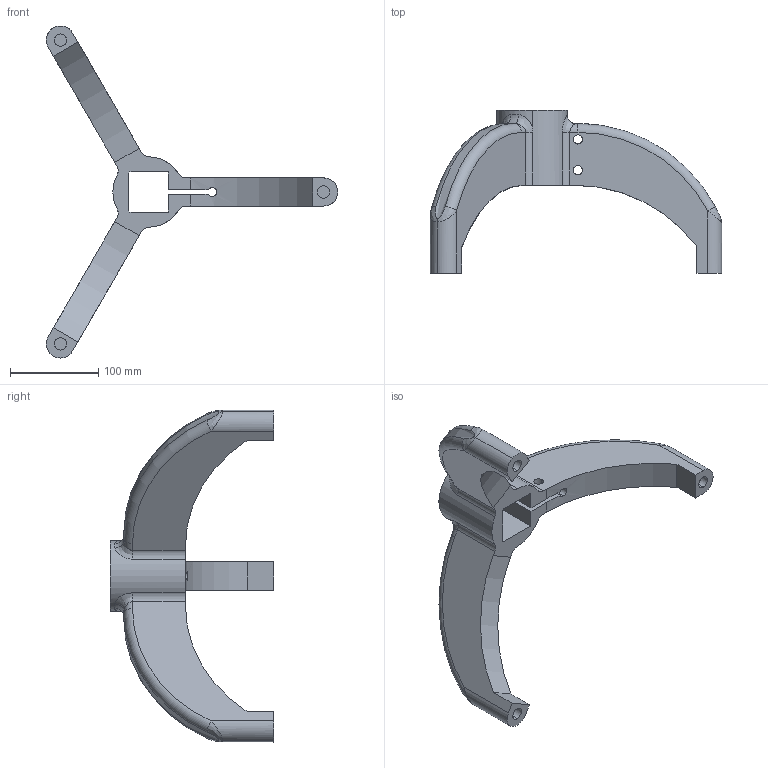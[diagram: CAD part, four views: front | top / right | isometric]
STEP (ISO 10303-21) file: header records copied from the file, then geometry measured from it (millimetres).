
FILE_DESCRIPTION (( 'STEP AP203' ), '1' );
FILE_NAME ('084.408.001.STEP', '2013-01-28T08:42:16', ( 'Alusic' ), ( 'Alusic' ), 'SwSTEP 2.0', 'SolidWorks 2011', '' );
FILE_SCHEMA (( 'CONFIG_CONTROL_DESIGN' ));
Length unit declared in the file: millimetre
Products named in the file (1): 084.408.001
Bounding box: 330.5 x 185 x 376.68 mm (x, y, z)
Volume: 1409304.6 mm3; surface area: 171630 mm2
Topology: 1 solids, 1 shells, 98 faces, 258 edges, 163 vertices
Faces by surface type: cylinder 44, plane 32, bspline 12, torus 10
Entity records: 4858 total; most frequent: CARTESIAN_POINT 2368, ORIENTED_EDGE 516, DIRECTION 501, EDGE_CURVE 258, AXIS2_PLACEMENT_3D 190, VERTEX_POINT 163, VECTOR 121, LINE 121
